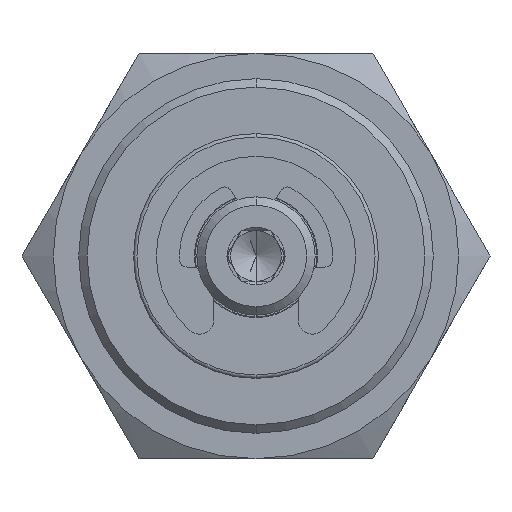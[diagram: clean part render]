
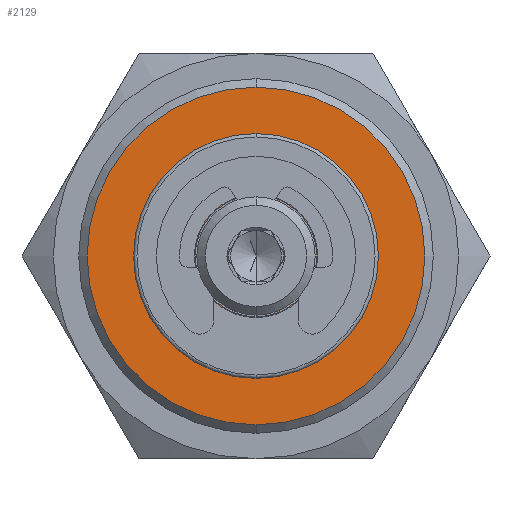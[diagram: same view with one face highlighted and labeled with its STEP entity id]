
A CAD part, front view. The second image highlights one B-rep face of the part: STEP entity #2129.
In plain terms, the highlighted planar face has unit normal (0, -1, 0).
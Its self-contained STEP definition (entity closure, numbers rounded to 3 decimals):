
#22 = CARTESIAN_POINT ( 'NONE',  ( 0., -10., 0. ) ) ;
#300 = EDGE_LOOP ( 'NONE', ( #872, #3071 ) ) ;
#413 = FACE_BOUND ( 'NONE', #300, .T. ) ;
#540 = DIRECTION ( 'NONE',  ( 0., -1., 0. ) ) ;
#586 = DIRECTION ( 'NONE',  ( 0., 0., 1. ) ) ;
#643 = EDGE_CURVE ( 'NONE', #5882, #2861, #3889, .T. ) ;
#665 = DIRECTION ( 'NONE',  ( 0., 1., 0. ) ) ;
#727 = VERTEX_POINT ( 'NONE', #2452 ) ;
#872 = ORIENTED_EDGE ( 'NONE', *, *, #2480, .T. ) ;
#984 = AXIS2_PLACEMENT_3D ( 'NONE', #4647, #2308, #1391 ) ;
#1175 = CARTESIAN_POINT ( 'NONE',  ( 0., -10., 0. ) ) ;
#1391 = DIRECTION ( 'NONE',  ( 0., 0., 1. ) ) ;
#1691 = CIRCLE ( 'NONE', #5101, 3.6 ) ;
#1839 = DIRECTION ( 'NONE',  ( 0., -1., 0. ) ) ;
#1910 = CARTESIAN_POINT ( 'NONE',  ( 0., -10., 9.997 ) ) ;
#1998 = CARTESIAN_POINT ( 'NONE',  ( 0., -10., -3.6 ) ) ;
#2129 = ADVANCED_FACE ( 'NONE', ( #5992, #413 ), #5540, .F. ) ;
#2156 = CIRCLE ( 'NONE', #2255, 9.997 ) ;
#2255 = AXIS2_PLACEMENT_3D ( 'NONE', #2759, #1839, #5171 ) ;
#2308 = DIRECTION ( 'NONE',  ( 0., 1., 0. ) ) ;
#2452 = CARTESIAN_POINT ( 'NONE',  ( 0., -10., 3.6 ) ) ;
#2480 = EDGE_CURVE ( 'NONE', #727, #5951, #4040, .T. ) ;
#2759 = CARTESIAN_POINT ( 'NONE',  ( 0., -10., 0. ) ) ;
#2821 = EDGE_CURVE ( 'NONE', #2861, #5882, #2156, .T. ) ;
#2861 = VERTEX_POINT ( 'NONE', #2942 ) ;
#2942 = CARTESIAN_POINT ( 'NONE',  ( 0., -10., -9.997 ) ) ;
#3021 = CARTESIAN_POINT ( 'NONE',  ( 0., -10., 0. ) ) ;
#3071 = ORIENTED_EDGE ( 'NONE', *, *, #3739, .T. ) ;
#3440 = AXIS2_PLACEMENT_3D ( 'NONE', #1175, #4406, #586 ) ;
#3739 = EDGE_CURVE ( 'NONE', #5951, #727, #1691, .T. ) ;
#3889 = CIRCLE ( 'NONE', #5142, 9.997 ) ;
#3902 = EDGE_LOOP ( 'NONE', ( #5889, #5782 ) ) ;
#4040 = CIRCLE ( 'NONE', #3440, 3.6 ) ;
#4406 = DIRECTION ( 'NONE',  ( 0., 1., 0. ) ) ;
#4647 = CARTESIAN_POINT ( 'NONE',  ( 6.928, -10., -12. ) ) ;
#5101 = AXIS2_PLACEMENT_3D ( 'NONE', #3021, #665, #5281 ) ;
#5142 = AXIS2_PLACEMENT_3D ( 'NONE', #22, #540, #5692 ) ;
#5171 = DIRECTION ( 'NONE',  ( 0., 0., 1. ) ) ;
#5281 = DIRECTION ( 'NONE',  ( 0., 0., 1. ) ) ;
#5540 = PLANE ( 'NONE',  #984 ) ;
#5692 = DIRECTION ( 'NONE',  ( 0., 0., 1. ) ) ;
#5782 = ORIENTED_EDGE ( 'NONE', *, *, #2821, .T. ) ;
#5882 = VERTEX_POINT ( 'NONE', #1910 ) ;
#5889 = ORIENTED_EDGE ( 'NONE', *, *, #643, .T. ) ;
#5951 = VERTEX_POINT ( 'NONE', #1998 ) ;
#5992 = FACE_OUTER_BOUND ( 'NONE', #3902, .T. ) ;
